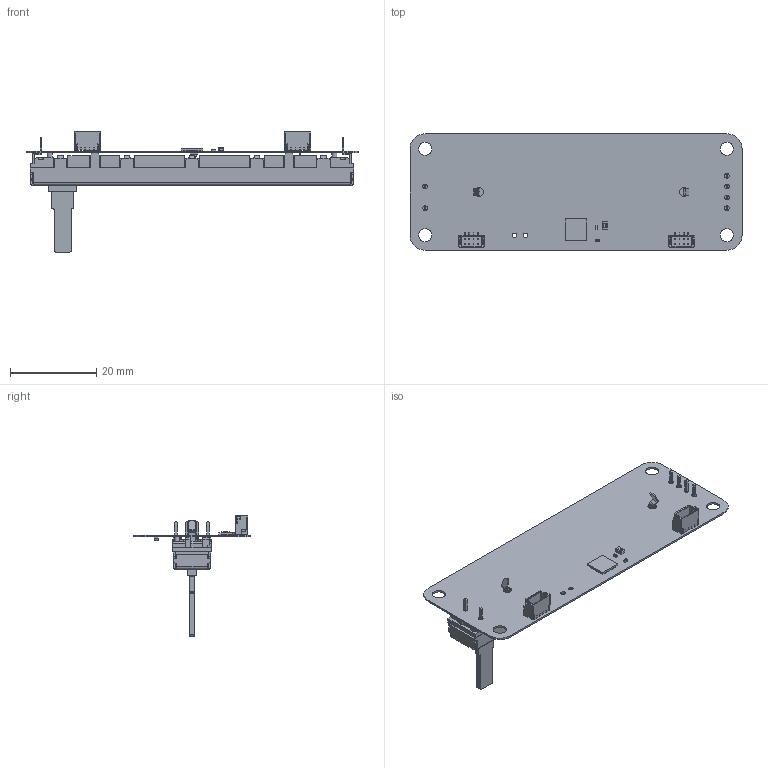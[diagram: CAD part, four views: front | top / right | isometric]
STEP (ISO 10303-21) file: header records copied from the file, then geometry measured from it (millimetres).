
FILE_DESCRIPTION(('Open CASCADE Model'),'2;1');
FILE_NAME('Open CASCADE Shape Model','2025-05-20T07:45:49',('Author'),( 'Open CASCADE'),'Open CASCADE STEP processor 7.5','Open CASCADE 7.5' ,'Unknown');
FILE_SCHEMA(('AUTOMOTIVE_DESIGN { 1 0 10303 214 1 1 1 1 }'));
Length unit declared in the file: millimetre
Products named in the file (35): PCB; Board; Open CASCADE STEP translator 7.5 17.1.1; STAT1; 0603 LED Green; Solid1; Solid4; S1; Res_ALPS_RS6011SP6003_eec; slider; terminal; shell n; body_n; logo; U; DUELink-U-Connector-BM04B-SRSS-TB; D; DUELink-Connector-BM04B-SRSS-TB; R4; User Library-R SMD 0402; User Library-R SMD 0402_0402 BODY; User Library-R SMD 0402_0402 PAD; User Library-R SMD 0402_0402 OPIS; C2; 0805 SMD Capacitor; C1; C0402; Free-Models; STM32-QFN32
Assembly tree (35 placements, depth 4):
  PCB
    Board
      Open CASCADE STEP translator 7.5 17.1.1
    STAT1
      0603 LED Green
        Solid1
        Solid4
        Solid1
        Solid1
        Solid4
        Solid1
        Solid1
        Solid1
    S1
      Res_ALPS_RS6011SP6003_eec
        slider
        terminal
        shell n
        body_n
        logo
    U
      DUELink-U-Connector-BM04B-SRSS-TB
    D
      DUELink-Connector-BM04B-SRSS-TB
    R4
      User Library-R SMD 0402
        User Library-R SMD 0402_0402 BODY
        User Library-R SMD 0402_0402 PAD  x2
        User Library-R SMD 0402_0402 OPIS
    C2
      0805 SMD Capacitor
    C1
      C0402
    Free-Models
      STM32-QFN32
Bounding box: 77 x 27 x 27.84 mm (x, y, z)
Volume: 5011.5 mm3; surface area: 10559.1 mm2
Topology: 100 solids, 100 shells, 2070 faces, 6690 edges, 6251 vertices
Faces by surface type: plane 1590, cylinder 344, bspline 116, sphere 12, revolution 8
Full cylindrical faces by diameter (mm): 0.742 x1, 1.016 x2, 1.1 x6, 1.2 x4, 1.6 x2, 2 x2, 3 x4
Entity records: 83396 total; most frequent: CARTESIAN_POINT 19993, DIRECTION 11142, ORIENTED_EDGE 10448, LINE 5654, VECTOR 5654, EDGE_CURVE 5224, VERTEX_POINT 3375, AXIS2_PLACEMENT_3D 2740
